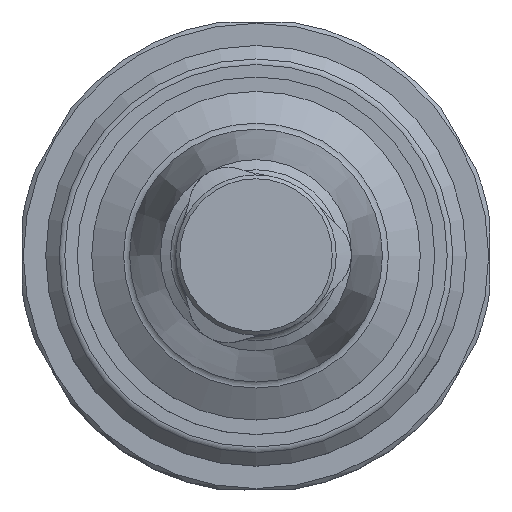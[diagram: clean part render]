
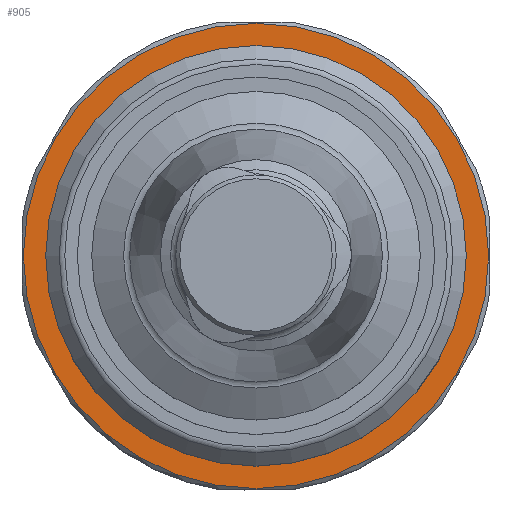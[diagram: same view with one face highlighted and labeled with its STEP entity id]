
A CAD part, top view. The second image highlights one B-rep face of the part: STEP entity #905.
In plain terms, the highlighted planar face has unit normal (0, 0, 1).
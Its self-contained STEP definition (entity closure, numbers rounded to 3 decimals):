
#118=PLANE('',#993);
#171=ORIENTED_EDGE('',*,*,#413,.T.);
#172=ORIENTED_EDGE('',*,*,#414,.F.);
#413=EDGE_CURVE('',#538,#538,#629,.T.);
#414=EDGE_CURVE('',#539,#539,#630,.T.);
#538=VERTEX_POINT('',#1401);
#539=VERTEX_POINT('',#1404);
#629=CIRCLE('',#992,15.65);
#630=CIRCLE('',#994,17.7);
#694=EDGE_LOOP('',(#171));
#695=EDGE_LOOP('',(#172));
#790=FACE_BOUND('',#694,.T.);
#791=FACE_BOUND('',#695,.T.);
#905=ADVANCED_FACE('',(#790,#791),#118,.F.);
#992=AXIS2_PLACEMENT_3D('',#1400,#1133,#1134);
#993=AXIS2_PLACEMENT_3D('',#1402,#1135,#1136);
#994=AXIS2_PLACEMENT_3D('',#1403,#1137,#1138);
#1133=DIRECTION('',(0.,0.,-1.));
#1134=DIRECTION('',(0.,-1.,0.));
#1135=DIRECTION('',(0.,0.,-1.));
#1136=DIRECTION('',(0.,-1.,0.));
#1137=DIRECTION('',(0.,0.,-1.));
#1138=DIRECTION('',(0.,-1.,0.));
#1400=CARTESIAN_POINT('',(0.,0.,-1.005));
#1401=CARTESIAN_POINT('',(0.,-15.65,-1.005));
#1402=CARTESIAN_POINT('',(0.,-15.65,-1.005));
#1403=CARTESIAN_POINT('',(0.,0.,-1.005));
#1404=CARTESIAN_POINT('',(0.,-17.7,-1.005));
